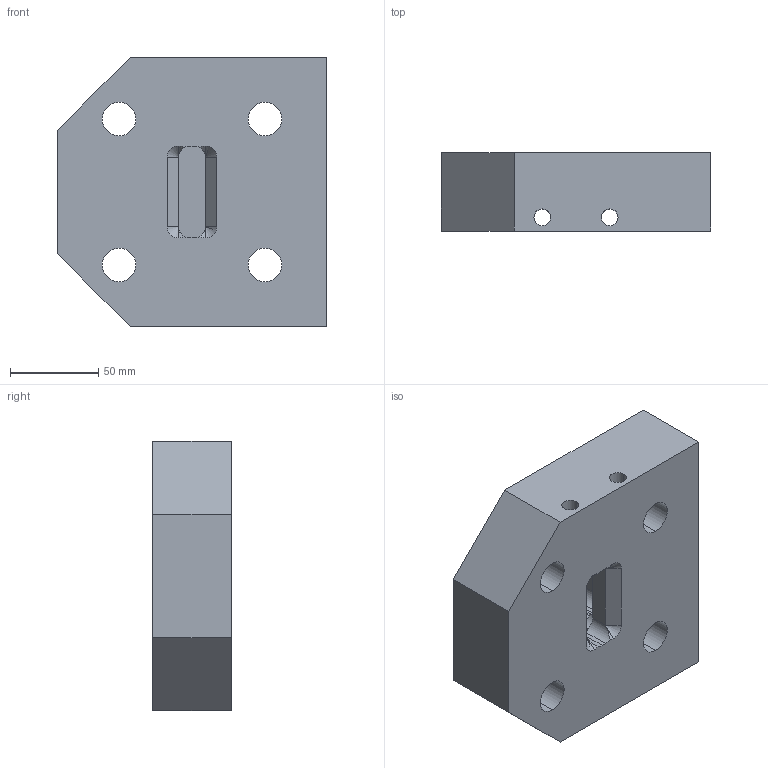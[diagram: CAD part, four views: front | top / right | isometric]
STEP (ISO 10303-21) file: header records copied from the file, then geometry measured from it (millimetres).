
FILE_DESCRIPTION (( 'STEP AP203' ), '1' );
FILE_NAME ('Baffle.STEP', '2021-10-25T17:59:11', ( '' ), ( '' ), 'SwSTEP 2.0', 'SolidWorks 2020', '' );
FILE_SCHEMA (( 'CONFIG_CONTROL_DESIGN' ));
Length unit declared in the file: inch
Products named in the file (1): Baffle
Bounding box: 152.4 x 44.45 x 152.4 mm (x, y, z)
Volume: 804371.5 mm3; surface area: 96075.5 mm2
Topology: 1 solids, 1 shells, 91 faces, 266 edges, 164 vertices
Faces by surface type: cylinder 40, plane 39, cone 12
Entity records: 3179 total; most frequent: CARTESIAN_POINT 638, DIRECTION 542, ORIENTED_EDGE 508, EDGE_CURVE 254, AXIS2_PLACEMENT_3D 204, VERTEX_POINT 164, VECTOR 134, LINE 134
